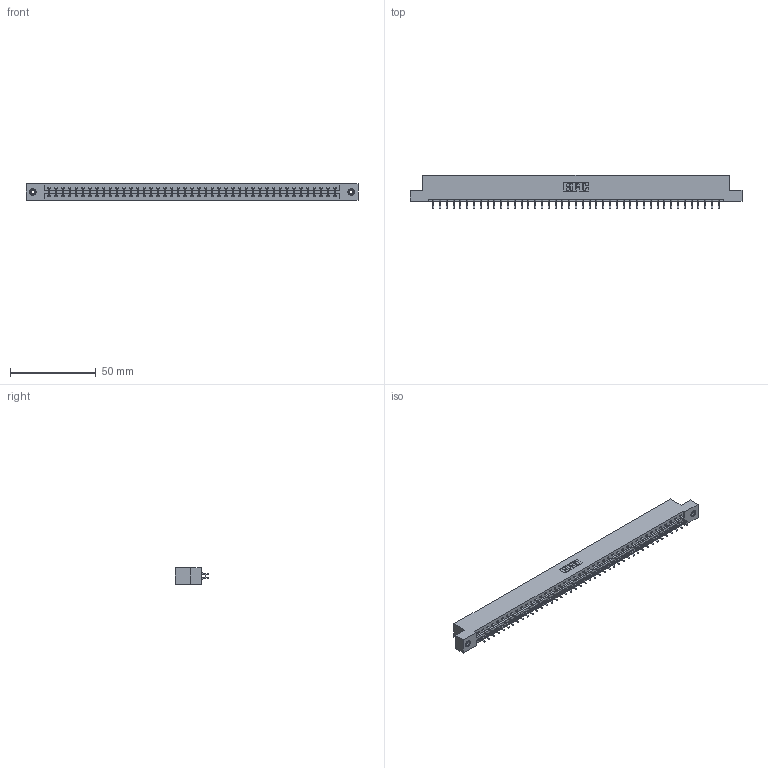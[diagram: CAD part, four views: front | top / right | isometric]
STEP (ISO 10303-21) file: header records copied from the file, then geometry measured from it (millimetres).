
FILE_DESCRIPTION (( 'STEP AP203' ), '1' );
FILE_NAME ('337-086-556-208.STEP', '2019-10-10T15:21:15', ( '' ), ( '' ), 'SwSTEP 2.0', 'SolidWorks 2016', '' );
FILE_SCHEMA (( 'CONFIG_CONTROL_DESIGN' ));
Length unit declared in the file: inch
Products named in the file (4): 345-250-001_345-250-003-102; 337-086-556-208; 345-292-001_556 Tail; 337 Part_Flush Mounting Lugs - 0.156 Dia-TI
Assembly tree (89 placements, depth 2):
  337-086-556-208
    337 Part_Flush Mounting Lugs - 0.156 Dia-TI
    345-292-001_556 Tail  x86
    345-250-001_345-250-003-102  x2
Bounding box: 193.4 x 19.57 x 9.4 mm (x, y, z)
Volume: 20385 mm3; surface area: 22988.1 mm2
Topology: 89 solids, 89 shells, 5334 faces, 15841 edges, 10438 vertices
Faces by surface type: plane 3714, cylinder 1604, cone 12, torus 4
Entity records: 34616 total; most frequent: CARTESIAN_POINT 5825, ORIENTED_EDGE 5742, DIRECTION 4973, EDGE_CURVE 2871, LINE 2715, VECTOR 2715, VERTEX_POINT 1908, AXIS2_PLACEMENT_3D 1129
